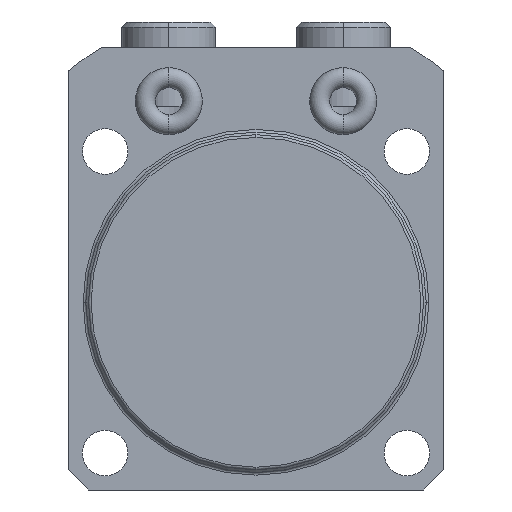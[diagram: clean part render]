
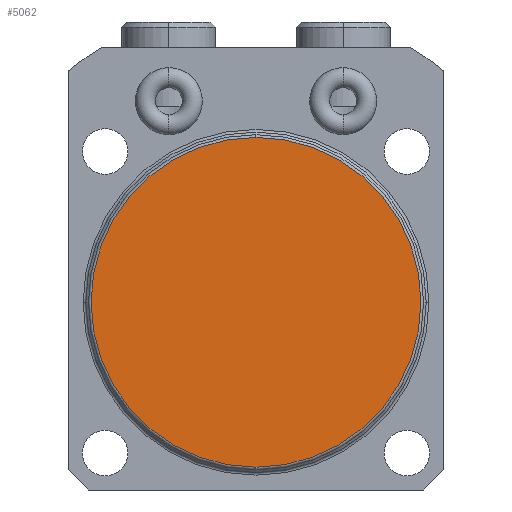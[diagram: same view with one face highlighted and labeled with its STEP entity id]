
A CAD part, front view. The second image highlights one B-rep face of the part: STEP entity #5062.
In plain terms, the highlighted planar face has unit normal (0, -1, 0).
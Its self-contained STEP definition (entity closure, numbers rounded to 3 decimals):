
#1157=CARTESIAN_POINT('',(0.,-64.,0.));
#1158=DIRECTION('',(0.,-1.,0.));
#1159=DIRECTION('',(0.,0.,1.));
#1160=AXIS2_PLACEMENT_3D('',#1157,#1158,#1159);
#1165=CARTESIAN_POINT('',(0.,-64.,0.));
#1166=DIRECTION('',(0.,-1.,0.));
#1167=DIRECTION('',(0.,0.,-1.));
#1168=AXIS2_PLACEMENT_3D('',#1165,#1166,#1167);
#4376=CARTESIAN_POINT('',(0.,-64.,24.6));
#4377=CARTESIAN_POINT('',(0.,-64.,-24.6));
#4378=VERTEX_POINT('',#4376);
#4379=VERTEX_POINT('',#4377);
#5052=CARTESIAN_POINT('',(0.,-64.,0.));
#5053=DIRECTION('',(0.,-1.,0.));
#5054=DIRECTION('',(0.,0.,-1.));
#5055=AXIS2_PLACEMENT_3D('',#5052,#5053,#5054);
#5056=PLANE('',#5055);
#5058=ORIENTED_EDGE('',*,*,#5057,.F.);
#5059=ORIENTED_EDGE('',*,*,#5042,.F.);
#5060=EDGE_LOOP('',(#5058,#5059));
#5061=FACE_OUTER_BOUND('',#5060,.F.);
#1161=CIRCLE('',#1160,24.6);
#1169=CIRCLE('',#1168,24.6);
#5042=EDGE_CURVE('',#4379,#4378,#1169,.T.);
#5057=EDGE_CURVE('',#4378,#4379,#1161,.T.);
#5062=ADVANCED_FACE('',(#5061),#5056,.T.);
